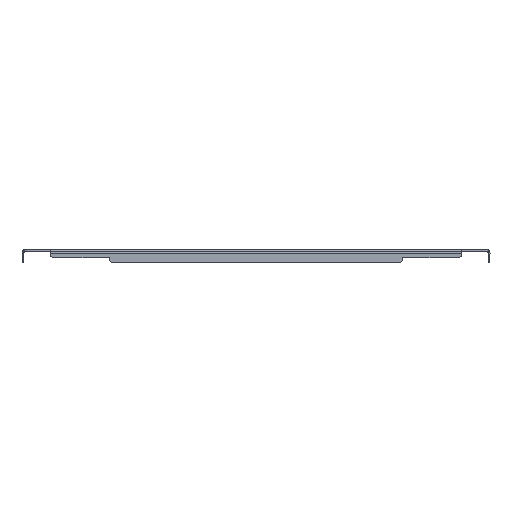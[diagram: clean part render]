
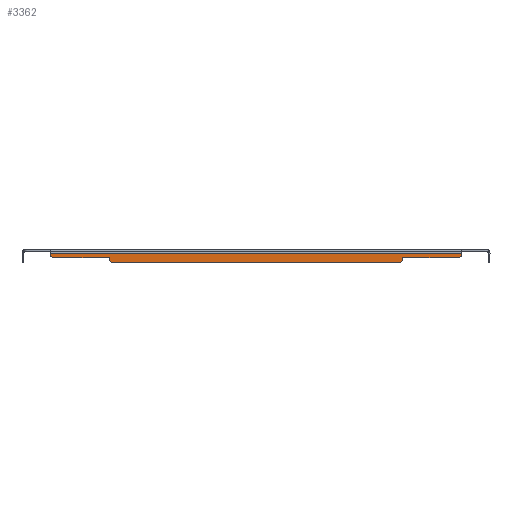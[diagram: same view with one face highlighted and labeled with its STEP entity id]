
A CAD part, front view. The second image highlights one B-rep face of the part: STEP entity #3362.
In plain terms, the highlighted planar face has unit normal (0, -1, 0).
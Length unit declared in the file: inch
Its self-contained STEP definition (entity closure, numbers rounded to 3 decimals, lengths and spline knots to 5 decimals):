
#37 = AXIS2_PLACEMENT_3D ( 'NONE', #1310, #668, #1963 ) ;
#87 = PLANE ( 'NONE',  #1788 ) ;
#109 = CIRCLE ( 'NONE', #37, 0.25 ) ;
#147 = VERTEX_POINT ( 'NONE', #4059 ) ;
#148 = AXIS2_PLACEMENT_3D ( 'NONE', #2127, #3516, #3497 ) ;
#167 = DIRECTION ( 'NONE',  ( 0., 0., -1. ) ) ;
#185 = CARTESIAN_POINT ( 'NONE',  ( 14.46875, -27.78125, 0. ) ) ;
#196 = ORIENTED_EDGE ( 'NONE', *, *, #3036, .T. ) ;
#201 = CARTESIAN_POINT ( 'NONE',  ( -16.34375, -27.78125, -0.5625 ) ) ;
#205 = DIRECTION ( 'NONE',  ( 0., 0., -1. ) ) ;
#360 = VECTOR ( 'NONE', #1227, 39.37008 ) ;
#370 = CIRCLE ( 'NONE', #1798, 0.25 ) ;
#410 = EDGE_CURVE ( 'NONE', #2794, #2750, #109, .T. ) ;
#430 = EDGE_CURVE ( 'NONE', #147, #2921, #480, .T. ) ;
#453 = EDGE_CURVE ( 'NONE', #3478, #2844, #2090, .T. ) ;
#480 = LINE ( 'NONE', #2988, #3304 ) ;
#570 = CARTESIAN_POINT ( 'NONE',  ( -16.34375, -27.78125, -0.875 ) ) ;
#608 = CARTESIAN_POINT ( 'NONE',  ( 14.46875, -27.78125, -0.3125 ) ) ;
#661 = CARTESIAN_POINT ( 'NONE',  ( -16.34375, -27.78125, 0. ) ) ;
#668 = DIRECTION ( 'NONE',  ( 0., -1., 0. ) ) ;
#677 = CARTESIAN_POINT ( 'NONE',  ( -10.34375, -27.78125, -0.625 ) ) ;
#703 = CIRCLE ( 'NONE', #4034, 0.25 ) ;
#733 = ORIENTED_EDGE ( 'NONE', *, *, #410, .T. ) ;
#837 = VECTOR ( 'NONE', #4123, 39.37008 ) ;
#871 = ORIENTED_EDGE ( 'NONE', *, *, #1213, .T. ) ;
#928 = EDGE_LOOP ( 'NONE', ( #2733, #871, #3845, #2505, #196, #3509, #2897, #3048, #3353, #2298, #733, #2221 ) ) ;
#1111 = VERTEX_POINT ( 'NONE', #2994 ) ;
#1124 = CARTESIAN_POINT ( 'NONE',  ( 14.21875, -27.78125, -0.5625 ) ) ;
#1165 = DIRECTION ( 'NONE',  ( 1., 0., 0. ) ) ;
#1197 = LINE ( 'NONE', #201, #2109 ) ;
#1208 = EDGE_CURVE ( 'NONE', #147, #2750, #3755, .T. ) ;
#1211 = DIRECTION ( 'NONE',  ( 0., -1., 0. ) ) ;
#1213 = EDGE_CURVE ( 'NONE', #2921, #3028, #370, .T. ) ;
#1227 = DIRECTION ( 'NONE',  ( 0., 0., -1. ) ) ;
#1255 = CARTESIAN_POINT ( 'NONE',  ( 10.34375, -27.78125, -0.625 ) ) ;
#1305 = EDGE_CURVE ( 'NONE', #3028, #1111, #3100, .T. ) ;
#1310 = CARTESIAN_POINT ( 'NONE',  ( 10.09375, -27.78125, -0.625 ) ) ;
#1388 = VECTOR ( 'NONE', #1165, 39.37008 ) ;
#1417 = DIRECTION ( 'NONE',  ( 1., 0., 0. ) ) ;
#1534 = CARTESIAN_POINT ( 'NONE',  ( -14.21875, -27.78125, -0.3125 ) ) ;
#1726 = EDGE_CURVE ( 'NONE', #2830, #3478, #1197, .T. ) ;
#1732 = EDGE_CURVE ( 'NONE', #2844, #3202, #1844, .T. ) ;
#1743 = LINE ( 'NONE', #4079, #1388 ) ;
#1788 = AXIS2_PLACEMENT_3D ( 'NONE', #661, #2339, #2042 ) ;
#1798 = AXIS2_PLACEMENT_3D ( 'NONE', #2133, #3775, #167 ) ;
#1844 = CIRCLE ( 'NONE', #148, 0.25 ) ;
#1933 = CARTESIAN_POINT ( 'NONE',  ( -14.46875, -27.78125, -0.237 ) ) ;
#1934 = VECTOR ( 'NONE', #205, 39.37008 ) ;
#1961 = VERTEX_POINT ( 'NONE', #3687 ) ;
#1963 = DIRECTION ( 'NONE',  ( 0., 0., -1. ) ) ;
#1994 = CARTESIAN_POINT ( 'NONE',  ( 10.09375, -27.78125, -0.875 ) ) ;
#2042 = DIRECTION ( 'NONE',  ( 0., 0., -1. ) ) ;
#2090 = LINE ( 'NONE', #2368, #3831 ) ;
#2109 = VECTOR ( 'NONE', #2165, 39.37008 ) ;
#2127 = CARTESIAN_POINT ( 'NONE',  ( -10.09375, -27.78125, -0.625 ) ) ;
#2130 = VECTOR ( 'NONE', #3137, 39.37008 ) ;
#2133 = CARTESIAN_POINT ( 'NONE',  ( 14.21875, -27.78125, -0.3125 ) ) ;
#2165 = DIRECTION ( 'NONE',  ( 1., 0., 0. ) ) ;
#2221 = ORIENTED_EDGE ( 'NONE', *, *, #1208, .F. ) ;
#2298 = ORIENTED_EDGE ( 'NONE', *, *, #4044, .T. ) ;
#2314 = CARTESIAN_POINT ( 'NONE',  ( -10.34375, -27.78125, -0.5625 ) ) ;
#2327 = CARTESIAN_POINT ( 'NONE',  ( -10.09375, -27.78125, -0.875 ) ) ;
#2339 = DIRECTION ( 'NONE',  ( 0., -1., 0. ) ) ;
#2368 = CARTESIAN_POINT ( 'NONE',  ( -10.34375, -27.78125, -0.71875 ) ) ;
#2448 = CARTESIAN_POINT ( 'NONE',  ( 10.34375, -27.78125, -0.71875 ) ) ;
#2503 = DIRECTION ( 'NONE',  ( 0., 0., -1. ) ) ;
#2505 = ORIENTED_EDGE ( 'NONE', *, *, #3985, .F. ) ;
#2708 = DIRECTION ( 'NONE',  ( 0., 0., -1. ) ) ;
#2733 = ORIENTED_EDGE ( 'NONE', *, *, #430, .T. ) ;
#2750 = VERTEX_POINT ( 'NONE', #1255 ) ;
#2794 = VERTEX_POINT ( 'NONE', #1994 ) ;
#2830 = VERTEX_POINT ( 'NONE', #3976 ) ;
#2844 = VERTEX_POINT ( 'NONE', #677 ) ;
#2897 = ORIENTED_EDGE ( 'NONE', *, *, #1726, .T. ) ;
#2921 = VERTEX_POINT ( 'NONE', #1124 ) ;
#2982 = FACE_OUTER_BOUND ( 'NONE', #928, .T. ) ;
#2988 = CARTESIAN_POINT ( 'NONE',  ( -16.34375, -27.78125, -0.5625 ) ) ;
#2994 = CARTESIAN_POINT ( 'NONE',  ( 14.46875, -27.78125, -0.237 ) ) ;
#3028 = VERTEX_POINT ( 'NONE', #608 ) ;
#3036 = EDGE_CURVE ( 'NONE', #3660, #1961, #3507, .T. ) ;
#3048 = ORIENTED_EDGE ( 'NONE', *, *, #453, .T. ) ;
#3100 = LINE ( 'NONE', #185, #2130 ) ;
#3137 = DIRECTION ( 'NONE',  ( 0., 0., 1. ) ) ;
#3202 = VERTEX_POINT ( 'NONE', #2327 ) ;
#3204 = CARTESIAN_POINT ( 'NONE',  ( -14.46875, -27.78125, 0. ) ) ;
#3304 = VECTOR ( 'NONE', #1417, 39.37008 ) ;
#3353 = ORIENTED_EDGE ( 'NONE', *, *, #1732, .T. ) ;
#3362 = ADVANCED_FACE ( 'NONE', ( #2982 ), #87, .T. ) ;
#3478 = VERTEX_POINT ( 'NONE', #2314 ) ;
#3497 = DIRECTION ( 'NONE',  ( 0., 0., -1. ) ) ;
#3507 = LINE ( 'NONE', #3204, #360 ) ;
#3509 = ORIENTED_EDGE ( 'NONE', *, *, #3747, .T. ) ;
#3516 = DIRECTION ( 'NONE',  ( 0., -1., 0. ) ) ;
#3660 = VERTEX_POINT ( 'NONE', #1933 ) ;
#3687 = CARTESIAN_POINT ( 'NONE',  ( -14.46875, -27.78125, -0.3125 ) ) ;
#3747 = EDGE_CURVE ( 'NONE', #1961, #2830, #703, .T. ) ;
#3755 = LINE ( 'NONE', #2448, #1934 ) ;
#3775 = DIRECTION ( 'NONE',  ( 0., -1., 0. ) ) ;
#3831 = VECTOR ( 'NONE', #2708, 39.37008 ) ;
#3845 = ORIENTED_EDGE ( 'NONE', *, *, #1305, .T. ) ;
#3976 = CARTESIAN_POINT ( 'NONE',  ( -14.21875, -27.78125, -0.5625 ) ) ;
#3985 = EDGE_CURVE ( 'NONE', #3660, #1111, #1743, .T. ) ;
#4034 = AXIS2_PLACEMENT_3D ( 'NONE', #1534, #1211, #2503 ) ;
#4044 = EDGE_CURVE ( 'NONE', #3202, #2794, #4101, .T. ) ;
#4059 = CARTESIAN_POINT ( 'NONE',  ( 10.34375, -27.78125, -0.5625 ) ) ;
#4079 = CARTESIAN_POINT ( 'NONE',  ( 14.46875, -27.78125, -0.237 ) ) ;
#4101 = LINE ( 'NONE', #570, #837 ) ;
#4123 = DIRECTION ( 'NONE',  ( 1., 0., 0. ) ) ;
